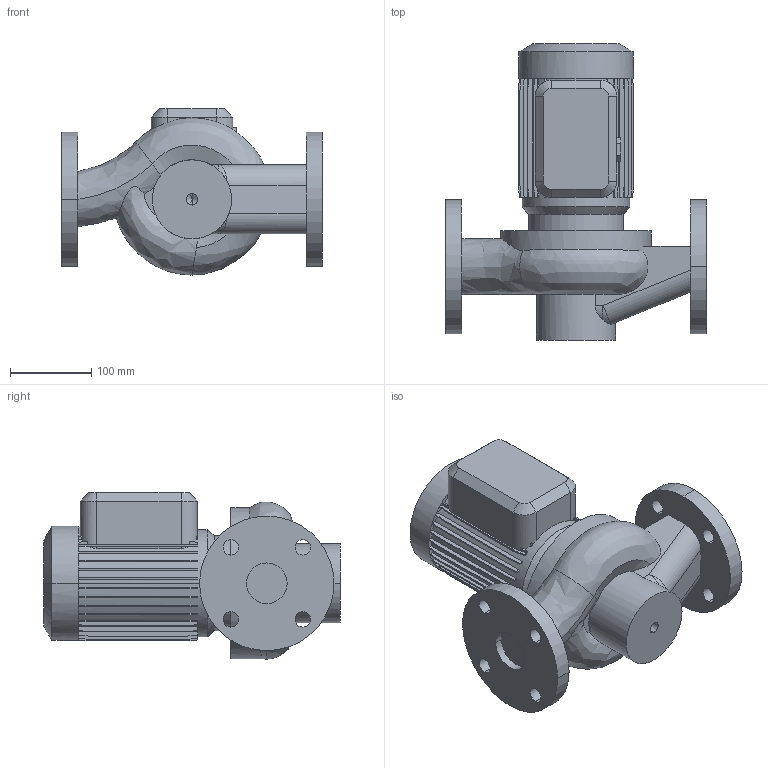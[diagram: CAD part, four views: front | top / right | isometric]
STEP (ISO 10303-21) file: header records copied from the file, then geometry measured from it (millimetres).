
FILE_DESCRIPTION (( 'STEP AP214' ), '1' );
FILE_NAME ('10018867swp00.step', '2024-01-16T08:35:19', ( '' ), ( '' ), 'SwSTEP 2.0', 'SolidWorks 2023', '' );
FILE_SCHEMA (( 'AUTOMOTIVE_DESIGN' ));
Length unit declared in the file: millimetre
Products named in the file (1): 10018867swp00
Bounding box: 320 x 363.5 x 204 mm (x, y, z)
Volume: 7653647.9 mm3; surface area: 402215.3 mm2
Topology: 1 solids, 1 shells, 332 faces, 951 edges, 626 vertices
Faces by surface type: plane 255, cylinder 57, cone 10, bspline 8, sphere 2
Entity records: 11874 total; most frequent: CARTESIAN_POINT 3132, ORIENTED_EDGE 1896, DIRECTION 1722, EDGE_CURVE 948, LINE 720, VECTOR 720, VERTEX_POINT 626, AXIS2_PLACEMENT_3D 501
